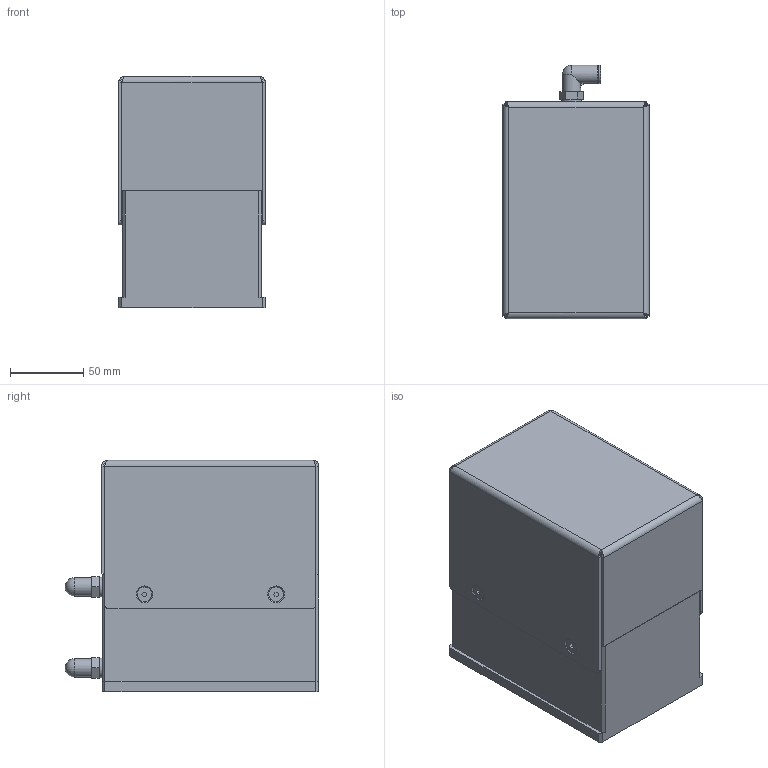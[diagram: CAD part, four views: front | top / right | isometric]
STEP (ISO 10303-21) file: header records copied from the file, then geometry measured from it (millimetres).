
FILE_DESCRIPTION(/* description */ (''),/* implementation_level */ '2;1');
FILE_NAME(/* name */ 'TPSP000018.stp',/* time_stamp */ '2019-03-12T07:18:33+01:00',/* author */ ('gs'),/* organization */ (''),/* preprocessor_version */ 'ST-DEVELOPER v16.5',/* originating_system */ 'Autodesk Inventor 2017',/* authorisation */ '');
FILE_SCHEMA (('AUTOMOTIVE_DESIGN { 1 0 10303 214 3 1 1 }'));
Length unit declared in the file: millimetre
Products named in the file (1): TPSP000018
Bounding box: 100 x 173.5 x 158 mm (x, y, z)
Volume: 864772 mm3; surface area: 241287.3 mm2
Topology: 2 solids, 14 shells, 413 faces, 969 edges, 611 vertices
Faces by surface type: plane 220, cylinder 98, cone 58, torus 18, bspline 15, sphere 4
Full cylindrical faces by diameter (mm): 4 x2, 4.134 x12, 4.6 x4, 5 x12, 6 x10, 7.6 x4, 8.376 x4, 8.75 x2, 10 x12, 11.445 x2, 12 x4, 12.5 x6, 20.3 x1, 22 x3, 25 x3, 52 x1, 79.9 x1, 80 x1, 82.4 x1, 88 x1
Entity records: 11023 total; most frequent: CARTESIAN_POINT 2261, DIRECTION 1728, ORIENTED_EDGE 1422, EDGE_CURVE 711, AXIS2_PLACEMENT_3D 656, EDGE_LOOP 632, VERTEX_POINT 519, LINE 416
